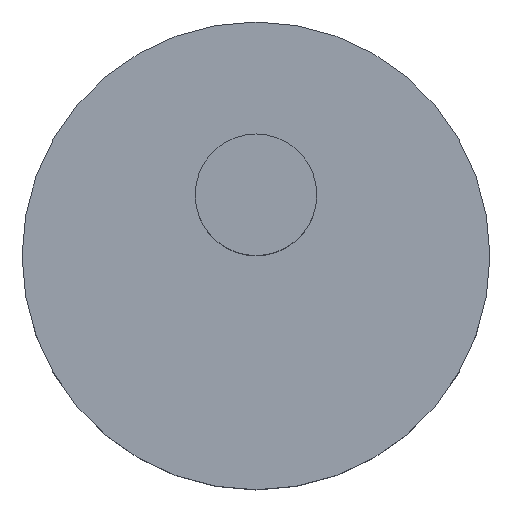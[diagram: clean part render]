
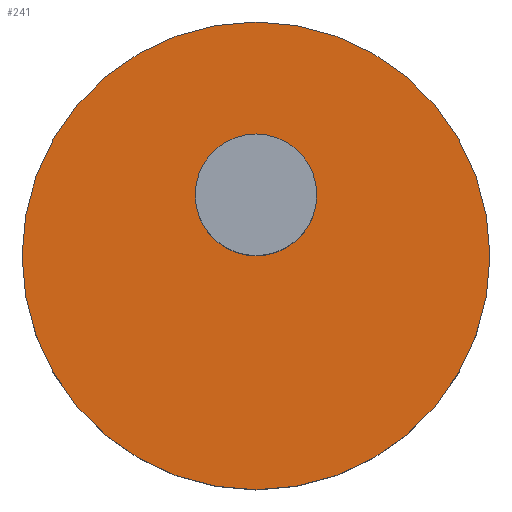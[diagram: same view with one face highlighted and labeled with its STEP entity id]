
A CAD part, top view. The second image highlights one B-rep face of the part: STEP entity #241.
In plain terms, the highlighted planar face has unit normal (0, 0, 1).
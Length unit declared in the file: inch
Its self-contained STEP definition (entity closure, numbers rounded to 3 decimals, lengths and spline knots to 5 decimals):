
#132=CARTESIAN_POINT('',(0.,0.,50.));
#133=DIRECTION('',(0.,0.,1.));
#134=DIRECTION('',(1.,0.,0.));
#135=AXIS2_PLACEMENT_3D('',#132,#133,#134);
#137=CARTESIAN_POINT('',(0.,0.,50.));
#138=DIRECTION('',(0.,0.,1.));
#139=DIRECTION('',(-1.,0.,0.));
#140=AXIS2_PLACEMENT_3D('',#137,#138,#139);
#142=CARTESIAN_POINT('',(0.,26.,50.));
#143=DIRECTION('',(0.,0.,1.));
#144=DIRECTION('',(1.,0.,0.));
#145=AXIS2_PLACEMENT_3D('',#142,#143,#144);
#147=CARTESIAN_POINT('',(0.,26.,50.));
#148=DIRECTION('',(0.,0.,1.));
#149=DIRECTION('',(-1.,0.,0.));
#150=AXIS2_PLACEMENT_3D('',#147,#148,#149);
#174=CARTESIAN_POINT('',(100.,0.,50.));
#175=CARTESIAN_POINT('',(-100.,0.,50.));
#176=VERTEX_POINT('',#174);
#177=VERTEX_POINT('',#175);
#182=CARTESIAN_POINT('',(26.,26.,50.));
#183=CARTESIAN_POINT('',(-26.,26.,50.));
#184=VERTEX_POINT('',#182);
#185=VERTEX_POINT('',#183);
#226=CARTESIAN_POINT('',(0.,0.,50.));
#227=DIRECTION('',(0.,0.,1.));
#228=DIRECTION('',(1.,0.,0.));
#229=AXIS2_PLACEMENT_3D('',#226,#227,#228);
#230=PLANE('',#229);
#231=ORIENTED_EDGE('',*,*,#206,.F.);
#232=ORIENTED_EDGE('',*,*,#220,.F.);
#233=EDGE_LOOP('',(#231,#232));
#234=FACE_OUTER_BOUND('',#233,.F.);
#236=ORIENTED_EDGE('',*,*,#235,.T.);
#238=ORIENTED_EDGE('',*,*,#237,.T.);
#239=EDGE_LOOP('',(#236,#238));
#240=FACE_BOUND('',#239,.F.);
#136=CIRCLE('',#135,100.);
#141=CIRCLE('',#140,100.);
#146=CIRCLE('',#145,26.);
#151=CIRCLE('',#150,26.);
#206=EDGE_CURVE('',#176,#177,#136,.T.);
#220=EDGE_CURVE('',#177,#176,#141,.T.);
#235=EDGE_CURVE('',#184,#185,#146,.T.);
#237=EDGE_CURVE('',#185,#184,#151,.T.);
#241=ADVANCED_FACE('',(#234,#240),#230,.T.);
